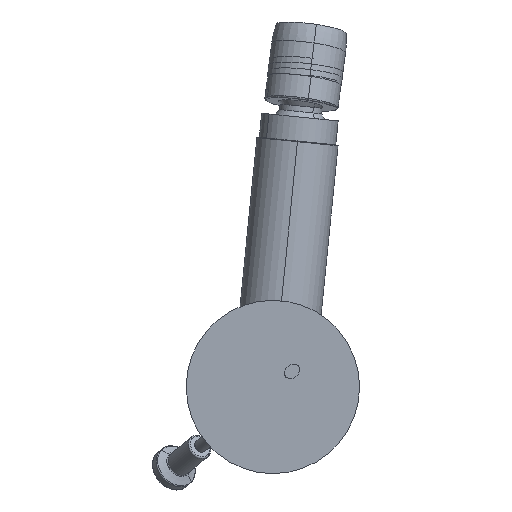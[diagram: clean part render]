
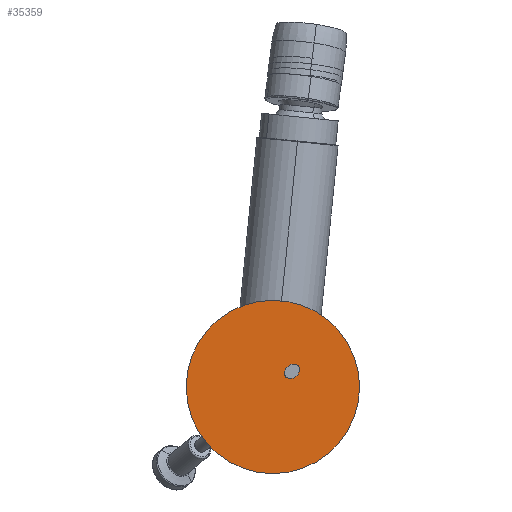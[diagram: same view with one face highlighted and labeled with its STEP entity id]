
A CAD part, front view. The second image highlights one B-rep face of the part: STEP entity #35359.
In plain terms, the highlighted planar face has unit normal (0, -1, 0).
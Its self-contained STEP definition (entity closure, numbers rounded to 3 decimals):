
#5 = CARTESIAN_POINT ( 'NONE',  ( 3.946, -4., 3.226 ) ) ;
#2699 = DIRECTION ( 'NONE',  ( 0., 0., 1. ) ) ;
#4045 = CARTESIAN_POINT ( 'NONE',  ( 3.946, -4., 3.226 ) ) ;
#5690 =( BOUNDED_CURVE ( )  B_SPLINE_CURVE ( 3, ( #4045, #9610, #25859, #25147 ),
 .UNSPECIFIED., .F., .T. ) 
 B_SPLINE_CURVE_WITH_KNOTS ( ( 4, 4 ),
 ( 3.142, 6.283 ),
 .UNSPECIFIED. ) 
 CURVE ( )  GEOMETRIC_REPRESENTATION_ITEM ( )  RATIONAL_B_SPLINE_CURVE ( ( 1., 0.333, 0.333, 1. ) ) 
 REPRESENTATION_ITEM ( '' )  );
#7989 = ORIENTED_EDGE ( 'NONE', *, *, #27080, .F. ) ;
#8557 = EDGE_CURVE ( 'NONE', #30234, #16278, #5690, .T. ) ;
#9140 =( BOUNDED_CURVE ( )  B_SPLINE_CURVE ( 3, ( #33094, #11315, #25401, #19511 ),
 .UNSPECIFIED., .F., .T. ) 
 B_SPLINE_CURVE_WITH_KNOTS ( ( 4, 4 ),
 ( 0., 3.142 ),
 .UNSPECIFIED. ) 
 CURVE ( )  GEOMETRIC_REPRESENTATION_ITEM ( )  RATIONAL_B_SPLINE_CURVE ( ( 1., 0.333, 0.333, 1. ) ) 
 REPRESENTATION_ITEM ( '' )  );
#9223 = DIRECTION ( 'NONE',  ( 1., 0., 0. ) ) ;
#9610 = CARTESIAN_POINT ( 'NONE',  ( 1.413, -4., 6.323 ) ) ;
#10442 = AXIS2_PLACEMENT_3D ( 'NONE', #17965, #28847, #9223 ) ;
#11015 = VERTEX_POINT ( 'NONE', #15607 ) ;
#11315 = CARTESIAN_POINT ( 'NONE',  ( 10.52, -4., 3.435 ) ) ;
#12659 = VERTEX_POINT ( 'NONE', #27700 ) ;
#15057 = AXIS2_PLACEMENT_3D ( 'NONE', #15830, #34605, #34781 ) ;
#15607 = CARTESIAN_POINT ( 'NONE',  ( 0., -4., 27. ) ) ;
#15830 = CARTESIAN_POINT ( 'NONE',  ( 0., -4., 0. ) ) ;
#16278 = VERTEX_POINT ( 'NONE', #34591 ) ;
#17965 = CARTESIAN_POINT ( 'NONE',  ( 0., -4., 0. ) ) ;
#19511 = CARTESIAN_POINT ( 'NONE',  ( 3.946, -4., 3.226 ) ) ;
#19895 = EDGE_CURVE ( 'NONE', #16278, #30234, #9140, .T. ) ;
#24827 = EDGE_LOOP ( 'NONE', ( #7989, #34996 ) ) ;
#25147 = CARTESIAN_POINT ( 'NONE',  ( 7.988, -4., 6.532 ) ) ;
#25249 = AXIS2_PLACEMENT_3D ( 'NONE', #32008, #27163, #2699 ) ;
#25401 = CARTESIAN_POINT ( 'NONE',  ( 6.478, -4., 0.13 ) ) ;
#25480 = FACE_OUTER_BOUND ( 'NONE', #24827, .T. ) ;
#25859 = CARTESIAN_POINT ( 'NONE',  ( 5.456, -4., 9.628 ) ) ;
#25998 = PLANE ( 'NONE',  #10442 ) ;
#27080 = EDGE_CURVE ( 'NONE', #12659, #11015, #31008, .T. ) ;
#27163 = DIRECTION ( 'NONE',  ( 0., 1., 0. ) ) ;
#27700 = CARTESIAN_POINT ( 'NONE',  ( 0., -4., -27. ) ) ;
#28847 = DIRECTION ( 'NONE',  ( 0., 1., 0. ) ) ;
#28925 = EDGE_LOOP ( 'NONE', ( #30377, #33210 ) ) ;
#30234 = VERTEX_POINT ( 'NONE', #5 ) ;
#30377 = ORIENTED_EDGE ( 'NONE', *, *, #19895, .T. ) ;
#30927 = CIRCLE ( 'NONE', #25249, 27. ) ;
#31008 = CIRCLE ( 'NONE', #15057, 27. ) ;
#31528 = FACE_BOUND ( 'NONE', #28925, .T. ) ;
#32008 = CARTESIAN_POINT ( 'NONE',  ( 0., -4., 0. ) ) ;
#33094 = CARTESIAN_POINT ( 'NONE',  ( 7.988, -4., 6.532 ) ) ;
#33210 = ORIENTED_EDGE ( 'NONE', *, *, #8557, .T. ) ;
#34583 = EDGE_CURVE ( 'NONE', #11015, #12659, #30927, .T. ) ;
#34591 = CARTESIAN_POINT ( 'NONE',  ( 7.988, -4., 6.532 ) ) ;
#34605 = DIRECTION ( 'NONE',  ( 0., 1., 0. ) ) ;
#34781 = DIRECTION ( 'NONE',  ( 0., 0., 1. ) ) ;
#34996 = ORIENTED_EDGE ( 'NONE', *, *, #34583, .F. ) ;
#35359 = ADVANCED_FACE ( 'NONE', ( #25480, #31528 ), #25998, .F. ) ;
